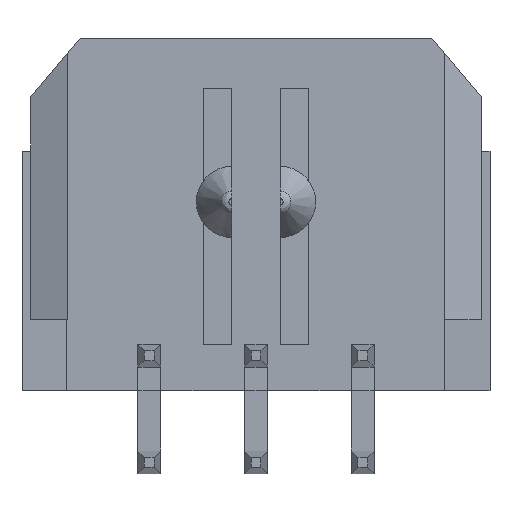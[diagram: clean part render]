
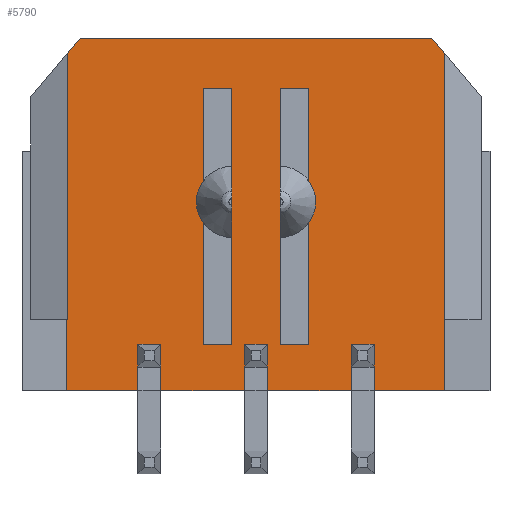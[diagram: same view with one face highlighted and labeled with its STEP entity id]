
A CAD part, front view. The second image highlights one B-rep face of the part: STEP entity #5790.
In plain terms, the highlighted planar face has unit normal (0, -1, 0).
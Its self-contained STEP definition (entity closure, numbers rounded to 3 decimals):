
#77=DIRECTION('',(-1.,0.,0.));
#78=VECTOR('',#77,0.02);
#79=CARTESIAN_POINT('',(-5.305,-3.435,-2.96));
#80=LINE('',#79,#78);
#837=DIRECTION('',(-1.,0.,0.));
#838=VECTOR('',#837,1.985);
#839=CARTESIAN_POINT('',(5.305,-3.435,-4.96));
#840=LINE('',#839,#838);
#873=DIRECTION('',(-1.,0.,0.));
#874=VECTOR('',#873,2.36);
#875=CARTESIAN_POINT('',(2.68,-3.435,-4.96));
#876=LINE('',#875,#874);
#901=DIRECTION('',(-1.,0.,0.));
#902=VECTOR('',#901,2.005);
#903=CARTESIAN_POINT('',(-3.32,-3.435,-4.96));
#904=LINE('',#903,#902);
#909=DIRECTION('',(-1.,0.,0.));
#910=VECTOR('',#909,2.36);
#911=CARTESIAN_POINT('',(-0.32,-3.435,-4.96));
#912=LINE('',#911,#910);
#945=DIRECTION('',(1.,0.,0.));
#946=VECTOR('',#945,0.8);
#947=CARTESIAN_POINT('',(0.675,-3.435,-3.66));
#948=LINE('',#947,#946);
#949=DIRECTION('',(0.,0.,1.));
#950=VECTOR('',#949,7.2);
#951=CARTESIAN_POINT('',(1.475,-3.435,-3.66));
#952=LINE('',#951,#950);
#953=DIRECTION('',(-1.,0.,0.));
#954=VECTOR('',#953,0.8);
#955=CARTESIAN_POINT('',(1.475,-3.435,3.54));
#956=LINE('',#955,#954);
#957=DIRECTION('',(1.,0.,0.));
#958=VECTOR('',#957,0.8);
#959=CARTESIAN_POINT('',(-1.475,-3.435,3.54));
#960=LINE('',#959,#958);
#961=DIRECTION('',(0.,0.,-1.));
#962=VECTOR('',#961,7.2);
#963=CARTESIAN_POINT('',(-1.475,-3.435,3.54));
#964=LINE('',#963,#962);
#965=DIRECTION('',(-1.,0.,0.));
#966=VECTOR('',#965,0.8);
#967=CARTESIAN_POINT('',(-0.675,-3.435,-3.66));
#968=LINE('',#967,#966);
#969=DIRECTION('',(0.,0.,1.));
#970=VECTOR('',#969,0.64);
#971=CARTESIAN_POINT('',(-2.68,-3.435,-4.29));
#972=LINE('',#971,#970);
#973=DIRECTION('',(1.,0.,0.));
#974=VECTOR('',#973,0.64);
#975=CARTESIAN_POINT('',(-3.32,-3.435,-3.65));
#976=LINE('',#975,#974);
#977=DIRECTION('',(0.,0.,1.));
#978=VECTOR('',#977,0.64);
#979=CARTESIAN_POINT('',(-3.32,-3.435,-4.29));
#980=LINE('',#979,#978);
#981=DIRECTION('',(0.,0.,1.));
#982=VECTOR('',#981,0.67);
#983=CARTESIAN_POINT('',(-3.32,-3.435,-4.96));
#984=LINE('',#983,#982);
#985=DIRECTION('',(0.,0.,-1.));
#986=VECTOR('',#985,7.476);
#987=CARTESIAN_POINT('',(-5.305,-3.435,4.516));
#988=LINE('',#987,#986);
#989=DIRECTION('',(-0.643,0.,-0.766));
#990=VECTOR('',#989,0.567);
#991=CARTESIAN_POINT('',(-4.94,-3.435,4.95));
#992=LINE('',#991,#990);
#993=DIRECTION('',(1.,0.,0.));
#994=VECTOR('',#993,9.881);
#995=CARTESIAN_POINT('',(-4.94,-3.435,4.95));
#996=LINE('',#995,#994);
#997=DIRECTION('',(-0.643,0.,0.766));
#998=VECTOR('',#997,0.567);
#999=CARTESIAN_POINT('',(5.305,-3.435,4.516));
#1000=LINE('',#999,#998);
#1001=DIRECTION('',(0.,0.,-1.));
#1002=VECTOR('',#1001,7.476);
#1003=CARTESIAN_POINT('',(5.305,-3.435,4.516));
#1004=LINE('',#1003,#1002);
#1005=DIRECTION('',(0.,0.,-1.));
#1006=VECTOR('',#1005,2.);
#1007=CARTESIAN_POINT('',(5.305,-3.435,-2.96));
#1008=LINE('',#1007,#1006);
#1009=DIRECTION('',(0.,0.,1.));
#1010=VECTOR('',#1009,0.67);
#1011=CARTESIAN_POINT('',(3.32,-3.435,-4.96));
#1012=LINE('',#1011,#1010);
#1013=DIRECTION('',(0.,0.,1.));
#1014=VECTOR('',#1013,0.64);
#1015=CARTESIAN_POINT('',(3.32,-3.435,-4.29));
#1016=LINE('',#1015,#1014);
#1017=DIRECTION('',(-1.,0.,0.));
#1018=VECTOR('',#1017,0.64);
#1019=CARTESIAN_POINT('',(3.32,-3.435,-3.65));
#1020=LINE('',#1019,#1018);
#1021=DIRECTION('',(0.,0.,1.));
#1022=VECTOR('',#1021,0.64);
#1023=CARTESIAN_POINT('',(2.68,-3.435,-4.29));
#1024=LINE('',#1023,#1022);
#1025=DIRECTION('',(0.,0.,1.));
#1026=VECTOR('',#1025,0.67);
#1027=CARTESIAN_POINT('',(2.68,-3.435,-4.96));
#1028=LINE('',#1027,#1026);
#1029=DIRECTION('',(0.,0.,1.));
#1030=VECTOR('',#1029,0.67);
#1031=CARTESIAN_POINT('',(0.32,-3.435,-4.96));
#1032=LINE('',#1031,#1030);
#1033=DIRECTION('',(0.,0.,1.));
#1034=VECTOR('',#1033,0.64);
#1035=CARTESIAN_POINT('',(0.32,-3.435,-4.29));
#1036=LINE('',#1035,#1034);
#1037=DIRECTION('',(1.,0.,0.));
#1038=VECTOR('',#1037,0.64);
#1039=CARTESIAN_POINT('',(-0.32,-3.435,-3.65));
#1040=LINE('',#1039,#1038);
#1041=DIRECTION('',(0.,0.,1.));
#1042=VECTOR('',#1041,0.64);
#1043=CARTESIAN_POINT('',(-0.32,-3.435,-4.29));
#1044=LINE('',#1043,#1042);
#1045=DIRECTION('',(0.,0.,1.));
#1046=VECTOR('',#1045,0.67);
#1047=CARTESIAN_POINT('',(-0.32,-3.435,-4.96));
#1048=LINE('',#1047,#1046);
#1049=DIRECTION('',(0.,0.,1.));
#1050=VECTOR('',#1049,0.67);
#1051=CARTESIAN_POINT('',(-2.68,-3.435,-4.96));
#1052=LINE('',#1051,#1050);
#1053=DIRECTION('',(0.,0.,1.));
#1054=VECTOR('',#1053,7.2);
#1055=CARTESIAN_POINT('',(0.675,-3.435,-3.66));
#1056=LINE('',#1055,#1054);
#1178=DIRECTION('',(0.,0.,-1.));
#1179=VECTOR('',#1178,7.2);
#1180=CARTESIAN_POINT('',(-0.675,-3.435,3.54));
#1181=LINE('',#1180,#1179);
#3393=DIRECTION('',(0.,0.,-1.));
#3394=VECTOR('',#3393,2.);
#3395=CARTESIAN_POINT('',(-5.325,-3.435,-2.96));
#3396=LINE('',#3395,#3394);
#3489=CARTESIAN_POINT('',(-4.94,-3.435,4.95));
#3490=CARTESIAN_POINT('',(-5.305,-3.435,4.516));
#3491=VERTEX_POINT('',#3489);
#3492=VERTEX_POINT('',#3490);
#3493=CARTESIAN_POINT('',(5.305,-3.435,4.516));
#3494=CARTESIAN_POINT('',(4.94,-3.435,4.95));
#3495=VERTEX_POINT('',#3493);
#3496=VERTEX_POINT('',#3494);
#3596=CARTESIAN_POINT('',(2.68,-3.435,-4.96));
#3598=VERTEX_POINT('',#3596);
#3600=CARTESIAN_POINT('',(3.32,-3.435,-4.96));
#3602=VERTEX_POINT('',#3600);
#3606=CARTESIAN_POINT('',(-0.32,-3.435,-4.96));
#3608=VERTEX_POINT('',#3606);
#3610=CARTESIAN_POINT('',(0.32,-3.435,-4.96));
#3612=VERTEX_POINT('',#3610);
#3622=CARTESIAN_POINT('',(-3.32,-3.435,-4.96));
#3624=VERTEX_POINT('',#3622);
#3626=CARTESIAN_POINT('',(-2.68,-3.435,-4.96));
#3628=VERTEX_POINT('',#3626);
#3638=CARTESIAN_POINT('',(5.305,-3.435,-2.96));
#3640=VERTEX_POINT('',#3638);
#3641=CARTESIAN_POINT('',(-5.305,-3.435,-2.96));
#3642=CARTESIAN_POINT('',(-5.325,-3.435,-2.96));
#3643=VERTEX_POINT('',#3641);
#3644=VERTEX_POINT('',#3642);
#3653=CARTESIAN_POINT('',(5.305,-3.435,-4.96));
#3654=VERTEX_POINT('',#3653);
#3655=CARTESIAN_POINT('',(-5.325,-3.435,-4.96));
#3656=VERTEX_POINT('',#3655);
#3657=CARTESIAN_POINT('',(2.68,-3.435,-4.29));
#3658=VERTEX_POINT('',#3657);
#3659=CARTESIAN_POINT('',(3.32,-3.435,-4.29));
#3660=VERTEX_POINT('',#3659);
#3689=CARTESIAN_POINT('',(1.475,-3.435,-3.66));
#3690=CARTESIAN_POINT('',(1.475,-3.435,3.54));
#3691=VERTEX_POINT('',#3689);
#3692=VERTEX_POINT('',#3690);
#3693=CARTESIAN_POINT('',(0.675,-3.435,3.54));
#3694=VERTEX_POINT('',#3693);
#3695=CARTESIAN_POINT('',(0.675,-3.435,-3.66));
#3696=VERTEX_POINT('',#3695);
#3787=CARTESIAN_POINT('',(3.32,-3.435,-3.65));
#3788=CARTESIAN_POINT('',(2.68,-3.435,-3.65));
#3789=VERTEX_POINT('',#3787);
#3790=VERTEX_POINT('',#3788);
#3823=CARTESIAN_POINT('',(0.32,-3.435,-4.29));
#3824=CARTESIAN_POINT('',(0.32,-3.435,-3.65));
#3825=VERTEX_POINT('',#3823);
#3826=VERTEX_POINT('',#3824);
#3827=CARTESIAN_POINT('',(-0.32,-3.435,-4.29));
#3828=CARTESIAN_POINT('',(-0.32,-3.435,-3.65));
#3829=VERTEX_POINT('',#3827);
#3830=VERTEX_POINT('',#3828);
#3875=CARTESIAN_POINT('',(-2.68,-3.435,-4.29));
#3876=CARTESIAN_POINT('',(-2.68,-3.435,-3.65));
#3877=VERTEX_POINT('',#3875);
#3878=VERTEX_POINT('',#3876);
#3879=CARTESIAN_POINT('',(-3.32,-3.435,-4.29));
#3880=CARTESIAN_POINT('',(-3.32,-3.435,-3.65));
#3881=VERTEX_POINT('',#3879);
#3882=VERTEX_POINT('',#3880);
#4321=CARTESIAN_POINT('',(-0.675,-3.435,3.54));
#4322=VERTEX_POINT('',#4321);
#4323=CARTESIAN_POINT('',(-0.675,-3.435,-3.66));
#4324=VERTEX_POINT('',#4323);
#4325=CARTESIAN_POINT('',(-1.475,-3.435,-3.66));
#4326=VERTEX_POINT('',#4325);
#4327=CARTESIAN_POINT('',(-1.475,-3.435,3.54));
#4328=VERTEX_POINT('',#4327);
#5716=CARTESIAN_POINT('',(-6.325,-3.435,4.95));
#5717=DIRECTION('',(0.,-1.,0.));
#5718=DIRECTION('',(0.,0.,-1.));
#5719=AXIS2_PLACEMENT_3D('',#5716,#5717,#5718);
#5720=PLANE('',#5719);
#5722=ORIENTED_EDGE('',*,*,#5721,.T.);
#5724=ORIENTED_EDGE('',*,*,#5723,.F.);
#5726=ORIENTED_EDGE('',*,*,#5725,.F.);
#5728=ORIENTED_EDGE('',*,*,#5727,.F.);
#5729=ORIENTED_EDGE('',*,*,#5661,.T.);
#5731=ORIENTED_EDGE('',*,*,#5730,.F.);
#5732=ORIENTED_EDGE('',*,*,#4697,.F.);
#5734=ORIENTED_EDGE('',*,*,#5733,.F.);
#5736=ORIENTED_EDGE('',*,*,#5735,.F.);
#5738=ORIENTED_EDGE('',*,*,#5737,.T.);
#5740=ORIENTED_EDGE('',*,*,#5739,.F.);
#5742=ORIENTED_EDGE('',*,*,#5741,.T.);
#5743=ORIENTED_EDGE('',*,*,#4719,.T.);
#5744=ORIENTED_EDGE('',*,*,#5589,.T.);
#5745=ORIENTED_EDGE('',*,*,#5457,.T.);
#5747=ORIENTED_EDGE('',*,*,#5746,.T.);
#5749=ORIENTED_EDGE('',*,*,#5748,.T.);
#5751=ORIENTED_EDGE('',*,*,#5750,.F.);
#5753=ORIENTED_EDGE('',*,*,#5752,.F.);
#5754=ORIENTED_EDGE('',*,*,#5625,.T.);
#5756=ORIENTED_EDGE('',*,*,#5755,.T.);
#5758=ORIENTED_EDGE('',*,*,#5757,.T.);
#5760=ORIENTED_EDGE('',*,*,#5759,.F.);
#5762=ORIENTED_EDGE('',*,*,#5761,.F.);
#5764=ORIENTED_EDGE('',*,*,#5763,.F.);
#5765=ORIENTED_EDGE('',*,*,#5673,.T.);
#5767=ORIENTED_EDGE('',*,*,#5766,.T.);
#5768=EDGE_LOOP('',(#5722,#5724,#5726,#5728,#5729,#5731,#5732,#5734,#5736,#5738,
#5740,#5742,#5743,#5744,#5745,#5747,#5749,#5751,#5753,#5754,#5756,#5758,#5760,
#5762,#5764,#5765,#5767));
#5769=FACE_OUTER_BOUND('',#5768,.F.);
#5771=ORIENTED_EDGE('',*,*,#5770,.F.);
#5773=ORIENTED_EDGE('',*,*,#5772,.F.);
#5775=ORIENTED_EDGE('',*,*,#5774,.T.);
#5777=ORIENTED_EDGE('',*,*,#5776,.F.);
#5778=EDGE_LOOP('',(#5771,#5773,#5775,#5777));
#5779=FACE_BOUND('',#5778,.F.);
#5781=ORIENTED_EDGE('',*,*,#5780,.F.);
#5783=ORIENTED_EDGE('',*,*,#5782,.T.);
#5785=ORIENTED_EDGE('',*,*,#5784,.T.);
#5787=ORIENTED_EDGE('',*,*,#5786,.T.);
#5788=EDGE_LOOP('',(#5781,#5783,#5785,#5787));
#5789=FACE_BOUND('',#5788,.F.);
#5790=ADVANCED_FACE('',(#5769,#5779,#5789),#5720,.T.);
#4697=EDGE_CURVE('',#3643,#3644,#80,.T.);
#4719=EDGE_CURVE('',#3640,#3654,#1008,.T.);
#5457=EDGE_CURVE('',#3602,#3660,#1012,.T.);
#5589=EDGE_CURVE('',#3654,#3602,#840,.T.);
#5625=EDGE_CURVE('',#3598,#3612,#876,.T.);
#5661=EDGE_CURVE('',#3624,#3656,#904,.T.);
#5673=EDGE_CURVE('',#3608,#3628,#912,.T.);
#5721=EDGE_CURVE('',#3877,#3878,#972,.T.);
#5723=EDGE_CURVE('',#3882,#3878,#976,.T.);
#5725=EDGE_CURVE('',#3881,#3882,#980,.T.);
#5727=EDGE_CURVE('',#3624,#3881,#984,.T.);
#5730=EDGE_CURVE('',#3644,#3656,#3396,.T.);
#5733=EDGE_CURVE('',#3492,#3643,#988,.T.);
#5735=EDGE_CURVE('',#3491,#3492,#992,.T.);
#5737=EDGE_CURVE('',#3491,#3496,#996,.T.);
#5739=EDGE_CURVE('',#3495,#3496,#1000,.T.);
#5741=EDGE_CURVE('',#3495,#3640,#1004,.T.);
#5746=EDGE_CURVE('',#3660,#3789,#1016,.T.);
#5748=EDGE_CURVE('',#3789,#3790,#1020,.T.);
#5750=EDGE_CURVE('',#3658,#3790,#1024,.T.);
#5752=EDGE_CURVE('',#3598,#3658,#1028,.T.);
#5755=EDGE_CURVE('',#3612,#3825,#1032,.T.);
#5757=EDGE_CURVE('',#3825,#3826,#1036,.T.);
#5759=EDGE_CURVE('',#3830,#3826,#1040,.T.);
#5761=EDGE_CURVE('',#3829,#3830,#1044,.T.);
#5763=EDGE_CURVE('',#3608,#3829,#1048,.T.);
#5766=EDGE_CURVE('',#3628,#3877,#1052,.T.);
#5770=EDGE_CURVE('',#4322,#4324,#1181,.T.);
#5772=EDGE_CURVE('',#4328,#4322,#960,.T.);
#5774=EDGE_CURVE('',#4328,#4326,#964,.T.);
#5776=EDGE_CURVE('',#4324,#4326,#968,.T.);
#5780=EDGE_CURVE('',#3696,#3694,#1056,.T.);
#5782=EDGE_CURVE('',#3696,#3691,#948,.T.);
#5784=EDGE_CURVE('',#3691,#3692,#952,.T.);
#5786=EDGE_CURVE('',#3692,#3694,#956,.T.);
